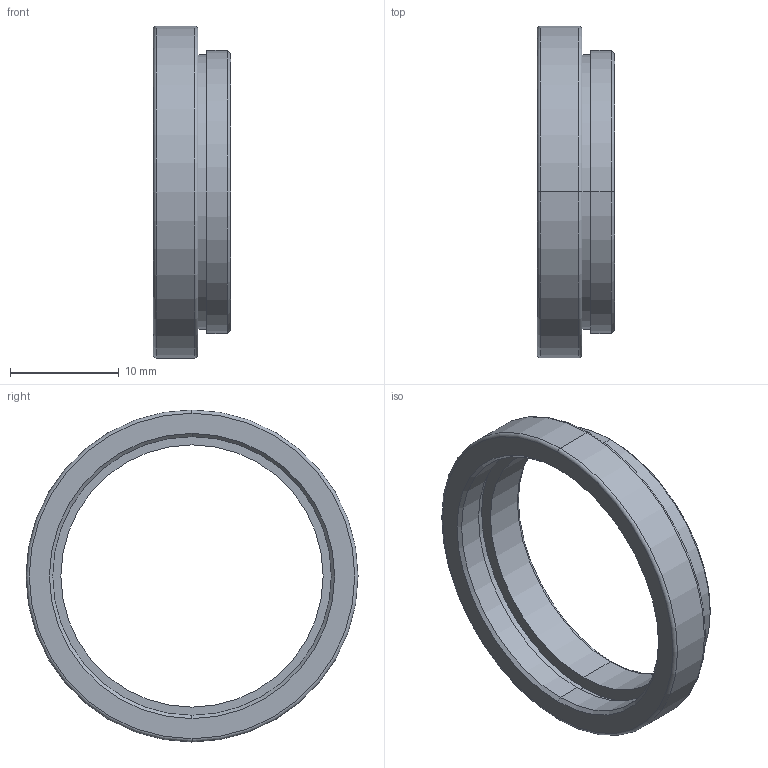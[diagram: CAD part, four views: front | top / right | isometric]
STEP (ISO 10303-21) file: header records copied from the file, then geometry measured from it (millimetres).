
FILE_DESCRIPTION (( 'STEP AP203' ), '1' );
FILE_NAME ('TA1-M26B.STEP', '2025-10-17T02:33:14', ( '' ), ( '' ), 'SwSTEP 2.0', 'SolidWorks 2020', '' );
FILE_SCHEMA (( 'CONFIG_CONTROL_DESIGN' ));
Length unit declared in the file: millimetre
Products named in the file (1): TA1-M26B
Bounding box: 7.1 x 30.5 x 30.5 mm (x, y, z)
Volume: 1091.9 mm3; surface area: 1807.9 mm2
Topology: 1 solids, 1 shells, 316 faces, 854 edges, 566 vertices
Faces by surface type: plane 218, bspline 76, cylinder 12, torus 6, cone 4
Entity records: 11511 total; most frequent: CARTESIAN_POINT 4713, ORIENTED_EDGE 1708, EDGE_CURVE 854, DIRECTION 848, VERTEX_POINT 566, B_SPLINE_CURVE_WITH_KNOTS 528, EDGE_LOOP 344, FACE_OUTER_BOUND 316
